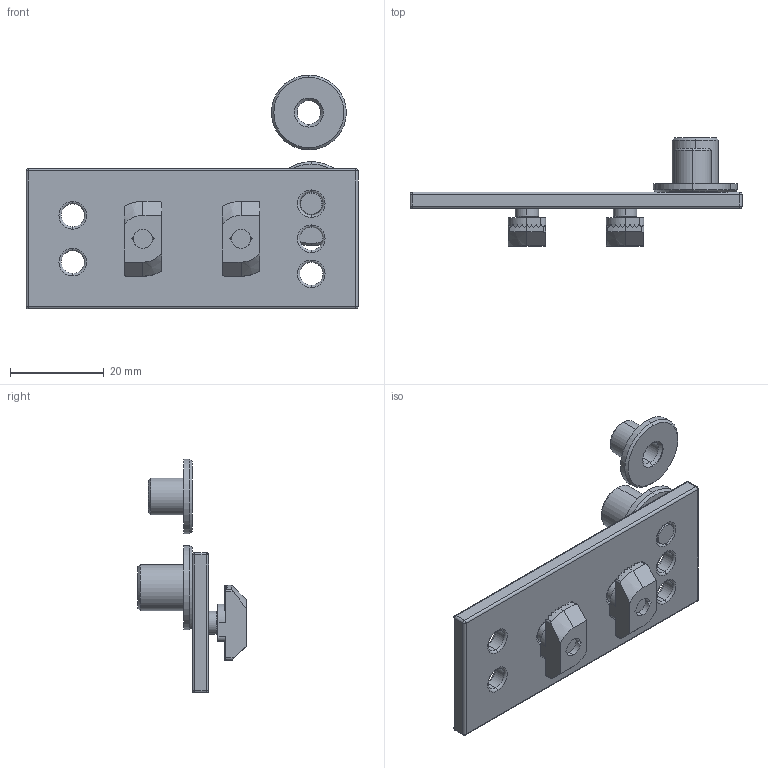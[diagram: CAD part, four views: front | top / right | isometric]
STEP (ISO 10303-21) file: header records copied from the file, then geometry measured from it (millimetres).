
FILE_DESCRIPTION(('STEP AP214'),'1');
FILE_NAME('fath_093fde30n0810.stp','2017-04-24T18:59:59',('TraceParts'),('TraceParts S.A.'),'Spatial InterOp 3D',' ',' ');
FILE_SCHEMA(('automotive_design'));
Length unit declared in the file: millimetre
Products named in the file (8): fath_093fde30n0810_1; fath_093fde30n0810_2; fath_093fde30n0810_3; fath_093fde30n0810_4; fath_093fde30n0810_5; fath_093fde30n0810_6; fath_093fde30n0810_7; fath_093fde30n0810_8
Bounding box: 71 x 23.1 x 50 mm (x, y, z)
Volume: 9978.1 mm3; surface area: 8709.5 mm2
Topology: 8 solids, 8 shells, 430 faces, 1092 edges, 670 vertices
Faces by surface type: cylinder 172, plane 134, cone 84, torus 32, sphere 8
Entity records: 17326 total; most frequent: CARTESIAN_POINT 3536, DIRECTION 2164, ORIENTED_EDGE 2160, EDGE_CURVE 1080, AXIS2_PLACEMENT_3D 838, VERTEX_POINT 670, LINE 488, VECTOR 488
